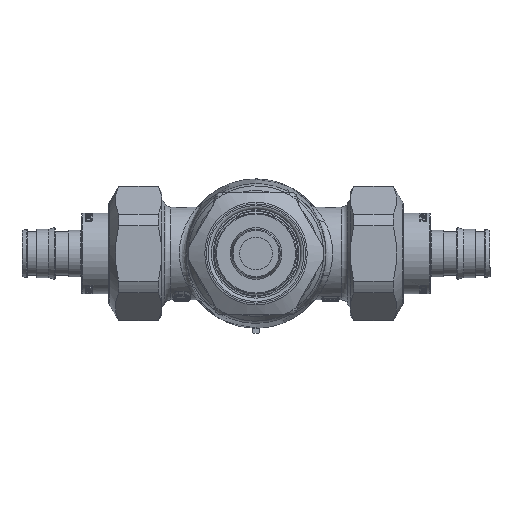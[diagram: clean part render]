
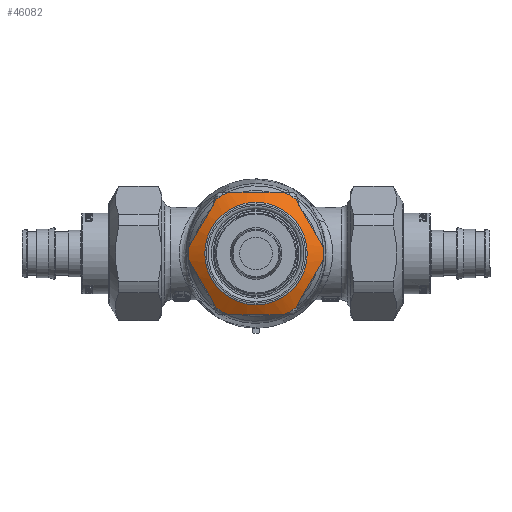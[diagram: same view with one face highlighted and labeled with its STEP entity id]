
A CAD part, front view. The second image highlights one B-rep face of the part: STEP entity #46082.
In plain terms, the highlighted conical face has half-angle 60 degrees and reference radius 17.78 mm.
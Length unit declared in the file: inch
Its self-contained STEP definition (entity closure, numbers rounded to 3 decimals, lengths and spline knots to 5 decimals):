
#25=(
BOUNDED_CURVE()
B_SPLINE_CURVE(2,(#107850,#107851,#107852),.UNSPECIFIED.,.F.,.F.)
B_SPLINE_CURVE_WITH_KNOTS((3,3),(0.,1.67512),.UNSPECIFIED.)
CURVE()
GEOMETRIC_REPRESENTATION_ITEM()
RATIONAL_B_SPLINE_CURVE((1.,1.096,1.))
REPRESENTATION_ITEM('')
);
#26=(
BOUNDED_CURVE()
B_SPLINE_CURVE(2,(#107856,#107857,#107858),.UNSPECIFIED.,.F.,.F.)
B_SPLINE_CURVE_WITH_KNOTS((3,3),(0.,1.67512),.UNSPECIFIED.)
CURVE()
GEOMETRIC_REPRESENTATION_ITEM()
RATIONAL_B_SPLINE_CURVE((1.,1.096,1.))
REPRESENTATION_ITEM('')
);
#27=(
BOUNDED_CURVE()
B_SPLINE_CURVE(2,(#107862,#107863,#107864),.UNSPECIFIED.,.F.,.F.)
B_SPLINE_CURVE_WITH_KNOTS((3,3),(0.,1.67512),.UNSPECIFIED.)
CURVE()
GEOMETRIC_REPRESENTATION_ITEM()
RATIONAL_B_SPLINE_CURVE((1.,1.096,1.))
REPRESENTATION_ITEM('')
);
#28=(
BOUNDED_CURVE()
B_SPLINE_CURVE(2,(#107868,#107869,#107870),.UNSPECIFIED.,.F.,.F.)
B_SPLINE_CURVE_WITH_KNOTS((3,3),(0.,1.67512),.UNSPECIFIED.)
CURVE()
GEOMETRIC_REPRESENTATION_ITEM()
RATIONAL_B_SPLINE_CURVE((1.,1.096,1.))
REPRESENTATION_ITEM('')
);
#29=(
BOUNDED_CURVE()
B_SPLINE_CURVE(2,(#107874,#107875,#107876),.UNSPECIFIED.,.F.,.F.)
B_SPLINE_CURVE_WITH_KNOTS((3,3),(0.,1.67512),.UNSPECIFIED.)
CURVE()
GEOMETRIC_REPRESENTATION_ITEM()
RATIONAL_B_SPLINE_CURVE((1.,1.096,1.))
REPRESENTATION_ITEM('')
);
#30=(
BOUNDED_CURVE()
B_SPLINE_CURVE(2,(#107880,#107881,#107882),.UNSPECIFIED.,.F.,.F.)
B_SPLINE_CURVE_WITH_KNOTS((3,3),(0.,1.67512),.UNSPECIFIED.)
CURVE()
GEOMETRIC_REPRESENTATION_ITEM()
RATIONAL_B_SPLINE_CURVE((1.,1.096,1.))
REPRESENTATION_ITEM('')
);
#1732=CONICAL_SURFACE('',#49503,0.7,1.047);
#3804=FACE_OUTER_BOUND('',#6517,.T.);
#6517=EDGE_LOOP('',(#33529,#33530,#33531,#33532,#33533,#33534,#33535,#33536,
#33537,#33538,#33539,#33540,#33541,#33542,#33543,#33544));
#9172=CIRCLE('',#49500,0.60928);
#9174=CIRCLE('',#49504,0.8);
#9175=CIRCLE('',#49505,0.8);
#9176=CIRCLE('',#49506,0.8);
#9177=CIRCLE('',#49507,0.8);
#9178=CIRCLE('',#49508,0.8);
#9179=CIRCLE('',#49509,0.8);
#9180=CIRCLE('',#49510,0.8);
#10797=LINE('',#107846,#13549);
#13549=VECTOR('',#55797,0.7);
#18855=VERTEX_POINT('',#107838);
#18857=VERTEX_POINT('',#107845);
#18858=VERTEX_POINT('',#107847);
#18859=VERTEX_POINT('',#107849);
#18860=VERTEX_POINT('',#107853);
#18861=VERTEX_POINT('',#107855);
#18862=VERTEX_POINT('',#107859);
#18863=VERTEX_POINT('',#107861);
#18864=VERTEX_POINT('',#107865);
#18865=VERTEX_POINT('',#107867);
#18866=VERTEX_POINT('',#107871);
#18867=VERTEX_POINT('',#107873);
#18868=VERTEX_POINT('',#107877);
#18869=VERTEX_POINT('',#107879);
#24200=EDGE_CURVE('',#18855,#18855,#9172,.T.);
#24202=EDGE_CURVE('',#18855,#18857,#10797,.T.);
#24203=EDGE_CURVE('',#18858,#18857,#9174,.T.);
#24204=EDGE_CURVE('',#18859,#18858,#25,.T.);
#24205=EDGE_CURVE('',#18860,#18859,#9175,.T.);
#24206=EDGE_CURVE('',#18861,#18860,#26,.T.);
#24207=EDGE_CURVE('',#18862,#18861,#9176,.T.);
#24208=EDGE_CURVE('',#18863,#18862,#27,.T.);
#24209=EDGE_CURVE('',#18864,#18863,#9177,.T.);
#24210=EDGE_CURVE('',#18865,#18864,#28,.T.);
#24211=EDGE_CURVE('',#18866,#18865,#9178,.T.);
#24212=EDGE_CURVE('',#18867,#18866,#29,.T.);
#24213=EDGE_CURVE('',#18868,#18867,#9179,.T.);
#24214=EDGE_CURVE('',#18869,#18868,#30,.T.);
#24215=EDGE_CURVE('',#18857,#18869,#9180,.T.);
#33529=ORIENTED_EDGE('',*,*,#24200,.F.);
#33530=ORIENTED_EDGE('',*,*,#24202,.T.);
#33531=ORIENTED_EDGE('',*,*,#24203,.F.);
#33532=ORIENTED_EDGE('',*,*,#24204,.F.);
#33533=ORIENTED_EDGE('',*,*,#24205,.F.);
#33534=ORIENTED_EDGE('',*,*,#24206,.F.);
#33535=ORIENTED_EDGE('',*,*,#24207,.F.);
#33536=ORIENTED_EDGE('',*,*,#24208,.F.);
#33537=ORIENTED_EDGE('',*,*,#24209,.F.);
#33538=ORIENTED_EDGE('',*,*,#24210,.F.);
#33539=ORIENTED_EDGE('',*,*,#24211,.F.);
#33540=ORIENTED_EDGE('',*,*,#24212,.F.);
#33541=ORIENTED_EDGE('',*,*,#24213,.F.);
#33542=ORIENTED_EDGE('',*,*,#24214,.F.);
#33543=ORIENTED_EDGE('',*,*,#24215,.F.);
#33544=ORIENTED_EDGE('',*,*,#24202,.F.);
#46082=ADVANCED_FACE('',(#3804),#1732,.T.);
#49500=AXIS2_PLACEMENT_3D('',#107840,#55789,#55790);
#49503=AXIS2_PLACEMENT_3D('',#107844,#55795,#55796);
#49504=AXIS2_PLACEMENT_3D('',#107848,#55798,#55799);
#49505=AXIS2_PLACEMENT_3D('',#107854,#55800,#55801);
#49506=AXIS2_PLACEMENT_3D('',#107860,#55802,#55803);
#49507=AXIS2_PLACEMENT_3D('',#107866,#55804,#55805);
#49508=AXIS2_PLACEMENT_3D('',#107872,#55806,#55807);
#49509=AXIS2_PLACEMENT_3D('',#107878,#55808,#55809);
#49510=AXIS2_PLACEMENT_3D('',#107883,#55810,#55811);
#55789=DIRECTION('center_axis',(0.,-1.,0.));
#55790=DIRECTION('ref_axis',(-1.,0.,0.));
#55795=DIRECTION('center_axis',(0.,1.,0.));
#55796=DIRECTION('ref_axis',(1.,0.,0.));
#55797=DIRECTION('',(-0.866,0.5,0.));
#55798=DIRECTION('center_axis',(0.,1.,0.));
#55799=DIRECTION('ref_axis',(-1.,0.,0.));
#55800=DIRECTION('center_axis',(0.,1.,0.));
#55801=DIRECTION('ref_axis',(-1.,0.,0.));
#55802=DIRECTION('center_axis',(0.,1.,0.));
#55803=DIRECTION('ref_axis',(-1.,0.,0.));
#55804=DIRECTION('center_axis',(0.,1.,0.));
#55805=DIRECTION('ref_axis',(-1.,0.,0.));
#55806=DIRECTION('center_axis',(0.,1.,0.));
#55807=DIRECTION('ref_axis',(-1.,0.,0.));
#55808=DIRECTION('center_axis',(0.,1.,0.));
#55809=DIRECTION('ref_axis',(-1.,0.,0.));
#55810=DIRECTION('center_axis',(0.,1.,0.));
#55811=DIRECTION('ref_axis',(-1.,0.,0.));
#107838=CARTESIAN_POINT('',(-0.53415,-2.46804,0.02124));
#107840=CARTESIAN_POINT('Origin',(0.07513,-2.46804,0.02124));
#107844=CARTESIAN_POINT('Origin',(0.07513,-2.41567,
0.02124));
#107845=CARTESIAN_POINT('',(-0.72487,-2.35793,0.02124));
#107846=CARTESIAN_POINT('',(-0.62487,-2.41567,0.02124));
#107847=CARTESIAN_POINT('',(-0.72069,-2.35793,-0.06034));
#107848=CARTESIAN_POINT('Origin',(0.07513,-2.35793,0.02124));
#107849=CARTESIAN_POINT('',(-0.39343,-2.35793,-0.62718));
#107850=CARTESIAN_POINT('Ctrl Pts',(-0.39343,-2.35793,
-0.62718));
#107851=CARTESIAN_POINT('Ctrl Pts',(-0.55706,-2.43522,
-0.34376));
#107852=CARTESIAN_POINT('Ctrl Pts',(-0.72069,-2.35793,
-0.06034));
#107853=CARTESIAN_POINT('',(-0.25213,-2.35793,-0.70876));
#107854=CARTESIAN_POINT('Origin',(0.07513,-2.35793,0.02124));
#107855=CARTESIAN_POINT('',(0.4024,-2.35793,-0.70876));
#107856=CARTESIAN_POINT('Ctrl Pts',(0.4024,-2.35793,
-0.70876));
#107857=CARTESIAN_POINT('Ctrl Pts',(0.07513,-2.43522,
-0.70876));
#107858=CARTESIAN_POINT('Ctrl Pts',(-0.25213,-2.35793,
-0.70876));
#107859=CARTESIAN_POINT('',(0.5437,-2.35793,-0.62718));
#107860=CARTESIAN_POINT('Origin',(0.07513,-2.35793,0.02124));
#107861=CARTESIAN_POINT('',(0.87096,-2.35793,-0.06034));
#107862=CARTESIAN_POINT('Ctrl Pts',(0.87096,-2.35793,
-0.06034));
#107863=CARTESIAN_POINT('Ctrl Pts',(0.70733,-2.43522,
-0.34376));
#107864=CARTESIAN_POINT('Ctrl Pts',(0.5437,-2.35793,-0.62718));
#107865=CARTESIAN_POINT('',(0.87096,-2.35793,0.10282));
#107866=CARTESIAN_POINT('Origin',(0.07513,-2.35793,0.02124));
#107867=CARTESIAN_POINT('',(0.5437,-2.35793,0.66966));
#107868=CARTESIAN_POINT('Ctrl Pts',(0.5437,-2.35793,
0.66966));
#107869=CARTESIAN_POINT('Ctrl Pts',(0.70733,-2.43522,
0.38624));
#107870=CARTESIAN_POINT('Ctrl Pts',(0.87096,-2.35793,
0.10282));
#107871=CARTESIAN_POINT('',(0.4024,-2.35793,0.75124));
#107872=CARTESIAN_POINT('Origin',(0.07513,-2.35793,0.02124));
#107873=CARTESIAN_POINT('',(-0.25213,-2.35793,0.75124));
#107874=CARTESIAN_POINT('Ctrl Pts',(-0.25213,-2.35793,
0.75124));
#107875=CARTESIAN_POINT('Ctrl Pts',(0.07513,-2.43522,
0.75124));
#107876=CARTESIAN_POINT('Ctrl Pts',(0.4024,-2.35793,
0.75124));
#107877=CARTESIAN_POINT('',(-0.39343,-2.35793,0.66966));
#107878=CARTESIAN_POINT('Origin',(0.07513,-2.35793,0.02124));
#107879=CARTESIAN_POINT('',(-0.72069,-2.35793,0.10282));
#107880=CARTESIAN_POINT('Ctrl Pts',(-0.72069,-2.35793,
0.10282));
#107881=CARTESIAN_POINT('Ctrl Pts',(-0.55706,-2.43522,
0.38624));
#107882=CARTESIAN_POINT('Ctrl Pts',(-0.39343,-2.35793,
0.66966));
#107883=CARTESIAN_POINT('Origin',(0.07513,-2.35793,0.02124));
